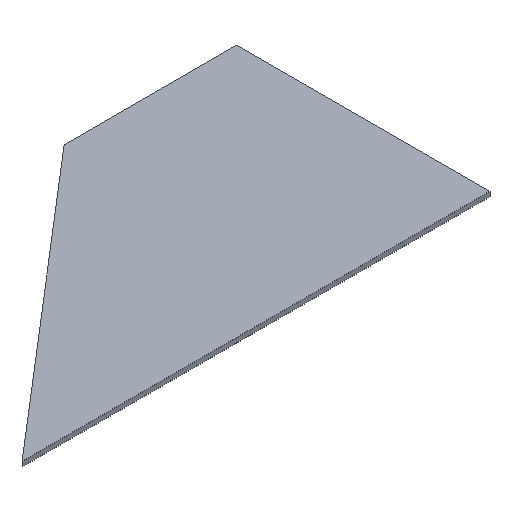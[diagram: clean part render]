
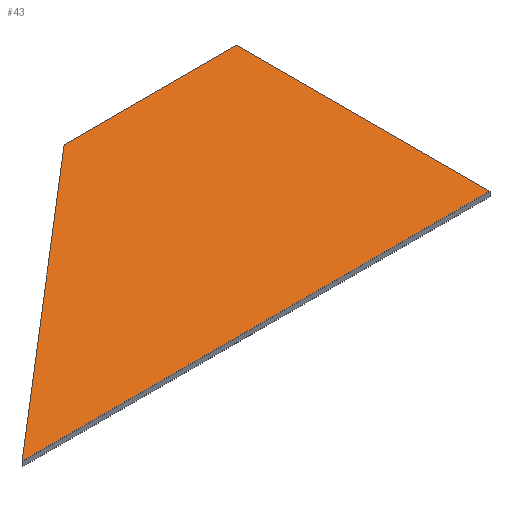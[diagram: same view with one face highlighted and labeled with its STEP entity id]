
A CAD part, isometric view. The second image highlights one B-rep face of the part: STEP entity #43.
In plain terms, the highlighted planar face has unit normal (0, 0, 1).
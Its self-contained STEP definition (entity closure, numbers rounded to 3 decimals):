
#3 = ORIENTED_EDGE ( 'NONE', *, *, #104, .T. ) ;
#18 = AXIS2_PLACEMENT_3D ( 'NONE', #106, #75, #163 ) ;
#22 = CARTESIAN_POINT ( 'NONE',  ( 347.868, 10., -23.813 ) ) ;
#27 = EDGE_LOOP ( 'NONE', ( #114, #90, #3, #103 ) ) ;
#34 = VECTOR ( 'NONE', #122, 1000. ) ;
#43 = ADVANCED_FACE ( 'NONE', ( #107 ), #164, .F. ) ;
#52 = CARTESIAN_POINT ( 'NONE',  ( 233.568, 177.64, -23.813 ) ) ;
#59 = VECTOR ( 'NONE', #135, 1000. ) ;
#60 = EDGE_CURVE ( 'NONE', #159, #118, #148, .T. ) ;
#75 = DIRECTION ( 'NONE',  ( 0., 0., -1. ) ) ;
#78 = CARTESIAN_POINT ( 'NONE',  ( 233.568, 177.64, -23.813 ) ) ;
#83 = CARTESIAN_POINT ( 'NONE',  ( 37.988, 10., -23.813 ) ) ;
#84 = CARTESIAN_POINT ( 'NONE',  ( 347.868, 10., -23.813 ) ) ;
#85 = EDGE_CURVE ( 'NONE', #187, #159, #96, .T. ) ;
#88 = VERTEX_POINT ( 'NONE', #171 ) ;
#90 = ORIENTED_EDGE ( 'NONE', *, *, #60, .T. ) ;
#96 = LINE ( 'NONE', #149, #177 ) ;
#103 = ORIENTED_EDGE ( 'NONE', *, *, #172, .T. ) ;
#104 = EDGE_CURVE ( 'NONE', #118, #88, #153, .T. ) ;
#106 = CARTESIAN_POINT ( 'NONE',  ( 0., 0., -23.813 ) ) ;
#107 = FACE_OUTER_BOUND ( 'NONE', #27, .T. ) ;
#114 = ORIENTED_EDGE ( 'NONE', *, *, #85, .T. ) ;
#118 = VERTEX_POINT ( 'NONE', #52 ) ;
#122 = DIRECTION ( 'NONE',  ( -1., 0., 0. ) ) ;
#127 = CARTESIAN_POINT ( 'NONE',  ( 347.868, 177.64, -23.813 ) ) ;
#135 = DIRECTION ( 'NONE',  ( -0.759, -0.651, 0. ) ) ;
#148 = LINE ( 'NONE', #78, #34 ) ;
#149 = CARTESIAN_POINT ( 'NONE',  ( 347.868, 177.64, -23.813 ) ) ;
#153 = LINE ( 'NONE', #83, #59 ) ;
#159 = VERTEX_POINT ( 'NONE', #127 ) ;
#163 = DIRECTION ( 'NONE',  ( -1., 0., 0. ) ) ;
#164 = PLANE ( 'NONE',  #18 ) ;
#167 = DIRECTION ( 'NONE',  ( 0., 1., 0. ) ) ;
#169 = LINE ( 'NONE', #22, #178 ) ;
#171 = CARTESIAN_POINT ( 'NONE',  ( 37.988, 10., -23.813 ) ) ;
#172 = EDGE_CURVE ( 'NONE', #88, #187, #169, .T. ) ;
#177 = VECTOR ( 'NONE', #167, 1000. ) ;
#178 = VECTOR ( 'NONE', #185, 1000. ) ;
#185 = DIRECTION ( 'NONE',  ( 1., 0., 0. ) ) ;
#187 = VERTEX_POINT ( 'NONE', #84 ) ;
